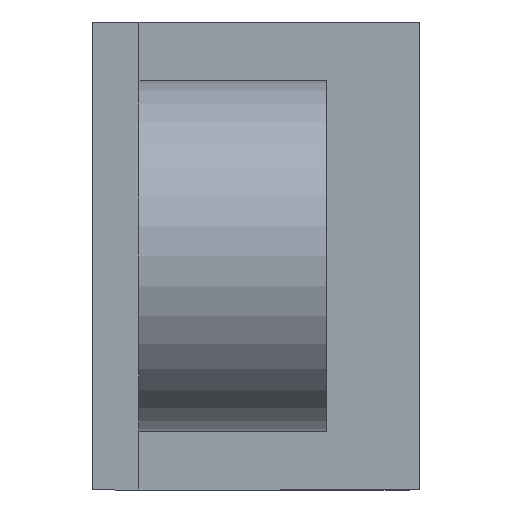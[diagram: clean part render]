
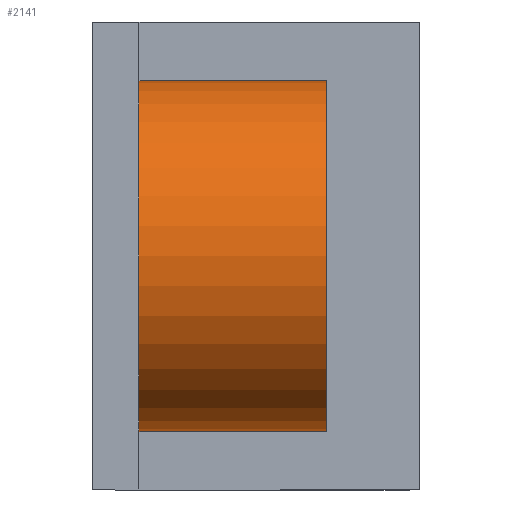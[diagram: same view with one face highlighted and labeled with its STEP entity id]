
A CAD part, left-side view. The second image highlights one B-rep face of the part: STEP entity #2141.
In plain terms, the highlighted cylindrical face has radius 7.5 mm (diameter 15 mm), a partial arc.
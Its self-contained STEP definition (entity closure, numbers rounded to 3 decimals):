
#6 = CARTESIAN_POINT ( 'NONE',  ( -4., -4., -7.5 ) ) ;
#57 = CARTESIAN_POINT ( 'NONE',  ( -4., 4., 0. ) ) ;
#72 = DIRECTION ( 'NONE',  ( 0., 0., -1. ) ) ;
#256 = ORIENTED_EDGE ( 'NONE', *, *, #770, .F. ) ;
#430 = CYLINDRICAL_SURFACE ( 'NONE', #2157, 7.5 ) ;
#451 = DIRECTION ( 'NONE',  ( 0., 0., 1. ) ) ;
#474 = FACE_OUTER_BOUND ( 'NONE', #1274, .T. ) ;
#550 = VERTEX_POINT ( 'NONE', #2393 ) ;
#770 = EDGE_CURVE ( 'NONE', #550, #1931, #1065, .T. ) ;
#855 = EDGE_CURVE ( 'NONE', #1223, #1931, #2264, .T. ) ;
#873 = ORIENTED_EDGE ( 'NONE', *, *, #1350, .T. ) ;
#880 = CARTESIAN_POINT ( 'NONE',  ( -4., -4., 7.5 ) ) ;
#990 = EDGE_CURVE ( 'NONE', #1191, #550, #2590, .T. ) ;
#1065 = LINE ( 'NONE', #1282, #2487 ) ;
#1072 = DIRECTION ( 'NONE',  ( 0., 0., 1. ) ) ;
#1108 = CARTESIAN_POINT ( 'NONE',  ( -4., 4., 0. ) ) ;
#1160 = ORIENTED_EDGE ( 'NONE', *, *, #990, .F. ) ;
#1191 = VERTEX_POINT ( 'NONE', #1665 ) ;
#1223 = VERTEX_POINT ( 'NONE', #6 ) ;
#1274 = EDGE_LOOP ( 'NONE', ( #2338, #256, #1160, #873 ) ) ;
#1282 = CARTESIAN_POINT ( 'NONE',  ( -4., 4., 7.5 ) ) ;
#1350 = EDGE_CURVE ( 'NONE', #1191, #1223, #1686, .T. ) ;
#1665 = CARTESIAN_POINT ( 'NONE',  ( -4., 4., -7.5 ) ) ;
#1679 = AXIS2_PLACEMENT_3D ( 'NONE', #1927, #2298, #451 ) ;
#1686 = LINE ( 'NONE', #2653, #1948 ) ;
#1710 = DIRECTION ( 'NONE',  ( 0., 1., 0. ) ) ;
#1888 = AXIS2_PLACEMENT_3D ( 'NONE', #57, #1710, #1072 ) ;
#1920 = DIRECTION ( 'NONE',  ( 0., -1., 0. ) ) ;
#1927 = CARTESIAN_POINT ( 'NONE',  ( -4., -4., 0. ) ) ;
#1931 = VERTEX_POINT ( 'NONE', #880 ) ;
#1948 = VECTOR ( 'NONE', #2261, 1000. ) ;
#2065 = DIRECTION ( 'NONE',  ( 0., -1., 0. ) ) ;
#2141 = ADVANCED_FACE ( 'NONE', ( #474 ), #430, .T. ) ;
#2157 = AXIS2_PLACEMENT_3D ( 'NONE', #1108, #1920, #72 ) ;
#2261 = DIRECTION ( 'NONE',  ( 0., -1., 0. ) ) ;
#2264 = CIRCLE ( 'NONE', #1679, 7.5 ) ;
#2298 = DIRECTION ( 'NONE',  ( 0., 1., 0. ) ) ;
#2338 = ORIENTED_EDGE ( 'NONE', *, *, #855, .T. ) ;
#2393 = CARTESIAN_POINT ( 'NONE',  ( -4., 4., 7.5 ) ) ;
#2487 = VECTOR ( 'NONE', #2065, 1000. ) ;
#2590 = CIRCLE ( 'NONE', #1888, 7.5 ) ;
#2653 = CARTESIAN_POINT ( 'NONE',  ( -4., 4., -7.5 ) ) ;
